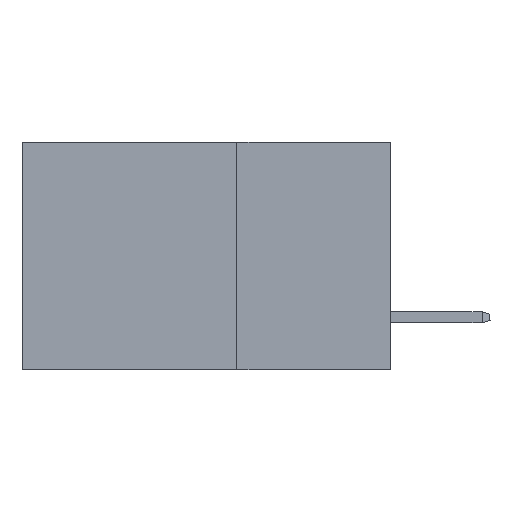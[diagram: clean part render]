
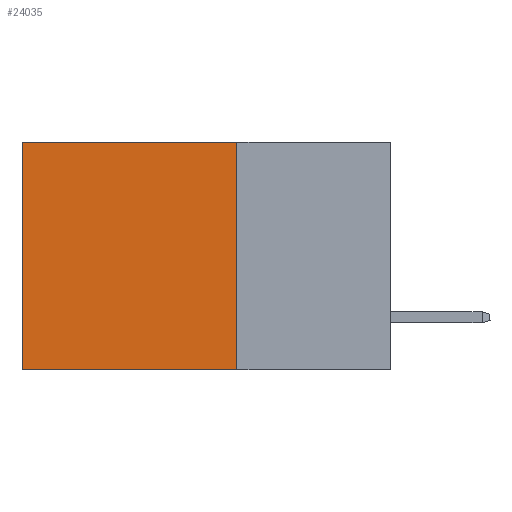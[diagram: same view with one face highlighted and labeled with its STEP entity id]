
A CAD part, left-side view. The second image highlights one B-rep face of the part: STEP entity #24035.
In plain terms, the highlighted planar face has unit normal (-1, 0, 0).
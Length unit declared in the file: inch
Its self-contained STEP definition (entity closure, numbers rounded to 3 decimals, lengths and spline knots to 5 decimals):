
#915 = DIRECTION ( 'NONE',  ( 0., 0., -1. ) ) ;
#984 = VERTEX_POINT ( 'NONE', #13384 ) ;
#1152 = ORIENTED_EDGE ( 'NONE', *, *, #6458, .T. ) ;
#1933 = ORIENTED_EDGE ( 'NONE', *, *, #10024, .F. ) ;
#2459 = VERTEX_POINT ( 'NONE', #23246 ) ;
#4253 = DIRECTION ( 'NONE',  ( 0., 0., -1. ) ) ;
#4944 = DIRECTION ( 'NONE',  ( 0., 1., 0. ) ) ;
#5256 = DIRECTION ( 'NONE',  ( 1., 0., 0. ) ) ;
#5380 = EDGE_CURVE ( 'NONE', #14042, #2459, #26610, .T. ) ;
#5807 = LINE ( 'NONE', #8454, #15746 ) ;
#6458 = EDGE_CURVE ( 'NONE', #18905, #2459, #13265, .T. ) ;
#7236 = PLANE ( 'NONE',  #24278 ) ;
#8115 = EDGE_LOOP ( 'NONE', ( #1152, #14621, #1933, #21063 ) ) ;
#8454 = CARTESIAN_POINT ( 'NONE',  ( 0.2875, 0.25, 0. ) ) ;
#8615 = CARTESIAN_POINT ( 'NONE',  ( 0.2875, 0.6, 0. ) ) ;
#8894 = DIRECTION ( 'NONE',  ( 0., 1., 0. ) ) ;
#9315 = CARTESIAN_POINT ( 'NONE',  ( 0.2875, 0.6, 0. ) ) ;
#10024 = EDGE_CURVE ( 'NONE', #984, #14042, #5807, .T. ) ;
#11180 = CARTESIAN_POINT ( 'NONE',  ( 0.2875, 0.25, 0. ) ) ;
#12415 = DIRECTION ( 'NONE',  ( 0., 0., -1. ) ) ;
#13265 = LINE ( 'NONE', #8615, #27787 ) ;
#13384 = CARTESIAN_POINT ( 'NONE',  ( 0.2875, 0.25, 0. ) ) ;
#14042 = VERTEX_POINT ( 'NONE', #17616 ) ;
#14621 = ORIENTED_EDGE ( 'NONE', *, *, #5380, .F. ) ;
#15658 = LINE ( 'NONE', #22133, #27777 ) ;
#15746 = VECTOR ( 'NONE', #12415, 39.37008 ) ;
#16601 = EDGE_CURVE ( 'NONE', #984, #18905, #15658, .T. ) ;
#17616 = CARTESIAN_POINT ( 'NONE',  ( 0.2875, 0.25, -0.37 ) ) ;
#18905 = VERTEX_POINT ( 'NONE', #9315 ) ;
#20584 = VECTOR ( 'NONE', #4944, 39.37008 ) ;
#21063 = ORIENTED_EDGE ( 'NONE', *, *, #16601, .T. ) ;
#22133 = CARTESIAN_POINT ( 'NONE',  ( 0.2875, 0.25, 0. ) ) ;
#23246 = CARTESIAN_POINT ( 'NONE',  ( 0.2875, 0.6, -0.37 ) ) ;
#24035 = ADVANCED_FACE ( 'NONE', ( #24543 ), #7236, .F. ) ;
#24223 = CARTESIAN_POINT ( 'NONE',  ( 0.2875, 0.25, -0.37 ) ) ;
#24278 = AXIS2_PLACEMENT_3D ( 'NONE', #11180, #5256, #915 ) ;
#24543 = FACE_OUTER_BOUND ( 'NONE', #8115, .T. ) ;
#26610 = LINE ( 'NONE', #24223, #20584 ) ;
#27777 = VECTOR ( 'NONE', #8894, 39.37008 ) ;
#27787 = VECTOR ( 'NONE', #4253, 39.37008 ) ;
